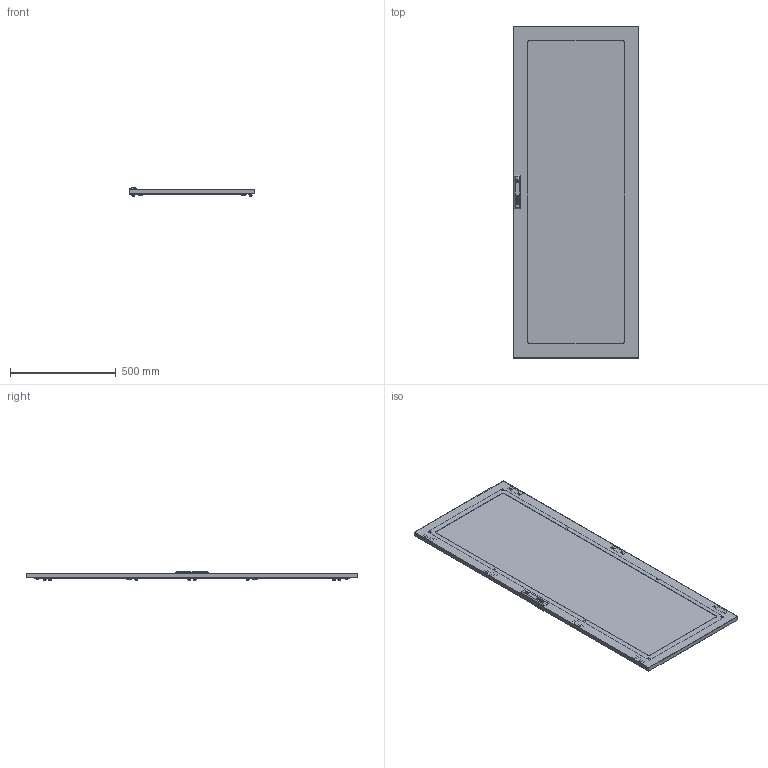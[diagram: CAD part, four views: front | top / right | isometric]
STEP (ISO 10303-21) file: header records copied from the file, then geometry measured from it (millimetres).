
FILE_DESCRIPTION (( 'STEP AP214' ), '1' );
FILE_NAME ('0396-0016-60-87.step', '2022-12-07T13:59:29', ( '' ), ( '' ), 'SwSTEP 2.0', 'SolidWorks 2019', '' );
FILE_SCHEMA (( 'AUTOMOTIVE_DESIGN' ));
Length unit declared in the file: millimetre
Products named in the file (1): 0396-0016-60-87
Bounding box: 594 x 1567 x 41.5 mm (x, y, z)
Volume: 3903712.3 mm3; surface area: 2924944.2 mm2
Topology: 12 solids, 12 shells, 1810 faces, 4724 edges, 3114 vertices
Faces by surface type: cylinder 896, plane 880, cone 34
Entity records: 74962 total; most frequent: DIRECTION 10134, CARTESIAN_POINT 9892, ORIENTED_EDGE 9448, EDGE_CURVE 4724, AXIS2_PLACEMENT_3D 3656, VERTEX_POINT 3114, VECTOR 2822, LINE 2822
